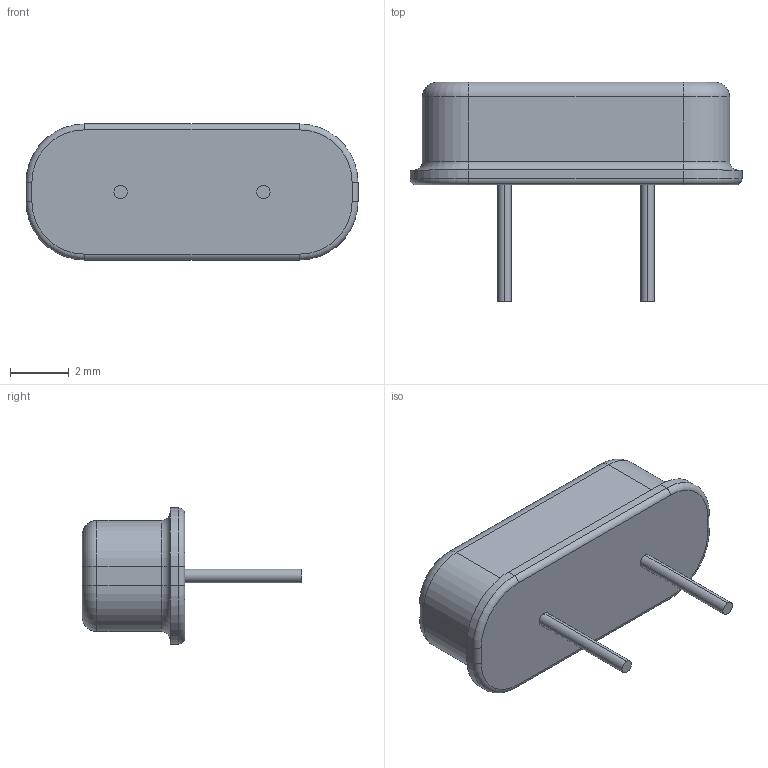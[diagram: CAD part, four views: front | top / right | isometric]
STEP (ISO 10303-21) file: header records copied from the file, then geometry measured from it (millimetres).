
FILE_DESCRIPTION (( 'STEP AP214' ), '1' );
FILE_NAME ('483EB4F6-351E-48D1-80BD-6BBA46A84F2F.STEP', '2009-03-04T16:52:06', ( 'sysAdmin' ), ( 'SolidWorks' ), 'SwSTEP 2.0', 'SolidWorks 2009', '' );
FILE_SCHEMA (( 'AUTOMOTIVE_DESIGN' ));
Length unit declared in the file: millimetre
Products named in the file (1): 483EB4F6-351E-48D1-80BD-6BBA46A84F2F
Bounding box: 11.35 x 7.5 x 4.65 mm (x, y, z)
Volume: 138.2 mm3; surface area: 190.8 mm2
Topology: 1 solids, 1 shells, 49 faces, 108 edges, 64 vertices
Faces by surface type: cylinder 24, plane 13, torus 12
Entity records: 1395 total; most frequent: DIRECTION 268, CARTESIAN_POINT 222, ORIENTED_EDGE 216, AXIS2_PLACEMENT_3D 110, EDGE_CURVE 108, VERTEX_POINT 64, CIRCLE 60, EDGE_LOOP 52
